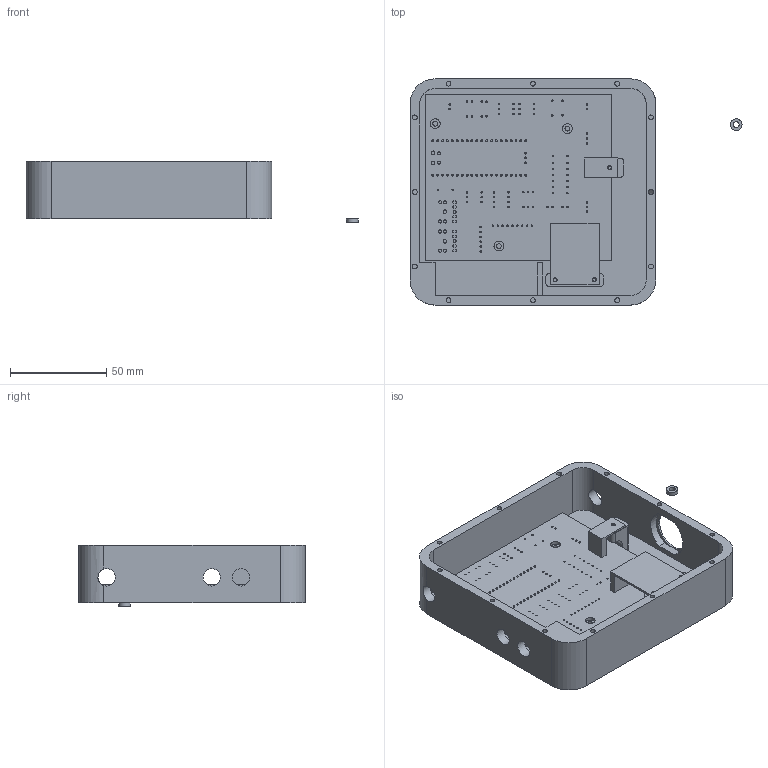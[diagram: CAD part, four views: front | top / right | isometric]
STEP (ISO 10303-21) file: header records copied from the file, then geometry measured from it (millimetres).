
FILE_DESCRIPTION(/* description */ (''),/* implementation_level */ '2;1');
FILE_NAME(/* name */ 'bimodal_device_fixture v12.step',/* time_stamp */ '2024-03-29T14:05:43-04:00',/* author */ (''),/* organization */ (''),/* preprocessor_version */ 'ST-DEVELOPER v20',/* originating_system */ 'Autodesk Translation Framework v12.20.1.177',/* authorisation */ '');
FILE_SCHEMA (('CONFIG_CONTROL_DESIGN','AUTOMOTIVE_DESIGN { 1 0 10303 214 3 1 1 }','FEATURE_BASED_PROCESS_PLANNING','TECHNICAL_DATA_PACKAGING','INTEGRATED_CNC_SCHEMA','MODEL_BASED_INTEGRATED_MANUFACTURING_SCHEMA','AP242_MANAGED_MODEL_BASED_3D_ENGINEERING_MIM_LF { 1 0 10303 442 3 1 4 }'));
Length unit declared in the file: millimetre
Products named in the file (3): bimodal_device_fixture; _autosave-bimodal_device_rev5 PCB; Component12
Assembly tree (2 placements, depth 3):
  bimodal_device_fixture
    _autosave-bimodal_device_rev5 PCB
      Component12
Bounding box: 172.25 x 117.36 x 32 mm (x, y, z)
Volume: 126754.8 mm3; surface area: 80178.6 mm2
Topology: 3 solids, 3 shells, 582 faces, 1622 edges, 1081 vertices
Faces by surface type: plane 369, cylinder 213
Full cylindrical faces by diameter (mm): 0.7 x14, 0.762 x39, 0.8 x34, 0.9 x4, 0.991 x10, 1.02 x43, 1.5 x2, 1.6 x10, 1.7 x3, 1.8 x2, 2.1 x3, 2.5 x16, 3.05 x1, 5.08 x4, 6 x1, 9 x4, 9.08 x4, 20.5 x1
Entity records: 19537 total; most frequent: CARTESIAN_POINT 3406, ORIENTED_EDGE 3244, DIRECTION 3211, EDGE_CURVE 1622, LINE 1183, VECTOR 1183, VERTEX_POINT 1081, AXIS2_PLACEMENT_3D 1014
